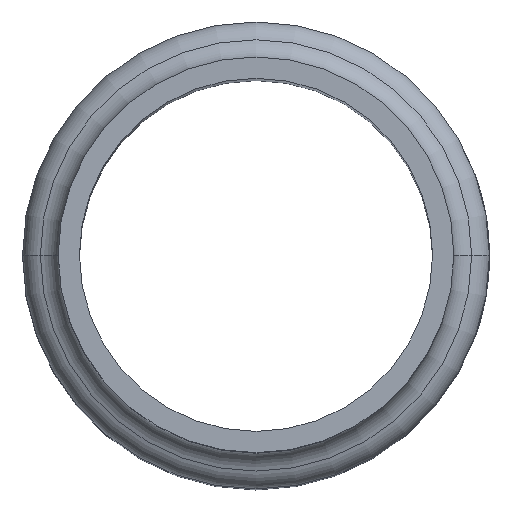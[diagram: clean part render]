
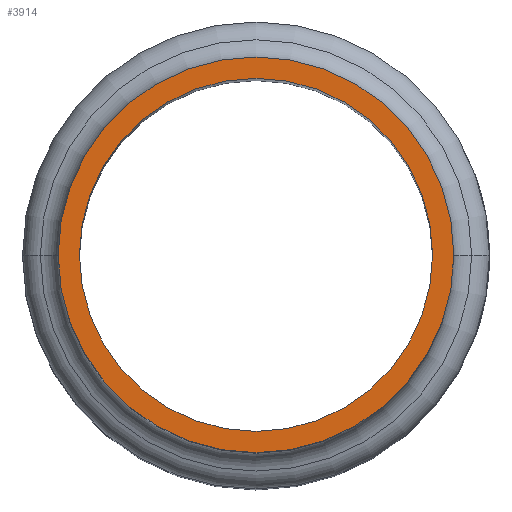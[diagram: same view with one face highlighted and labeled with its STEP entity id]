
A CAD part, top view. The second image highlights one B-rep face of the part: STEP entity #3914.
In plain terms, the highlighted planar face has unit normal (0, 0, 1).
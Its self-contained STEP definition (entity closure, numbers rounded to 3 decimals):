
#943 = DIRECTION ( 'NONE',  ( -1., 0., 0. ) ) ;
#1269 = DIRECTION ( 'NONE',  ( 1., 0., 0. ) ) ;
#1595 = CIRCLE ( 'NONE', #19991, 24.15 ) ;
#1991 = EDGE_CURVE ( 'NONE', #22262, #12679, #2346, .T. ) ;
#2206 = ORIENTED_EDGE ( 'NONE', *, *, #14182, .T. ) ;
#2346 = CIRCLE ( 'NONE', #18475, 21.55 ) ;
#2490 = CIRCLE ( 'NONE', #18606, 21.55 ) ;
#3452 = EDGE_CURVE ( 'NONE', #12679, #22262, #2490, .T. ) ;
#3515 = DIRECTION ( 'NONE',  ( 0., 0., 1. ) ) ;
#3759 = CARTESIAN_POINT ( 'NONE',  ( -21.55, 0., 0. ) ) ;
#3914 = ADVANCED_FACE ( 'NONE', ( #5127, #9460 ), #24715, .F. ) ;
#5127 = FACE_BOUND ( 'NONE', #5199, .T. ) ;
#5199 = EDGE_LOOP ( 'NONE', ( #14875, #19629 ) ) ;
#5272 = CARTESIAN_POINT ( 'NONE',  ( 0., 22.55, 0. ) ) ;
#5878 = DIRECTION ( 'NONE',  ( 0., 0., 1. ) ) ;
#7161 = CARTESIAN_POINT ( 'NONE',  ( -24.15, 0., 0. ) ) ;
#7241 = DIRECTION ( 'NONE',  ( 1., 0., 0. ) ) ;
#9460 = FACE_OUTER_BOUND ( 'NONE', #12288, .T. ) ;
#9752 = CARTESIAN_POINT ( 'NONE',  ( 21.55, 0., 0. ) ) ;
#10085 = DIRECTION ( 'NONE',  ( 0., 0., 1. ) ) ;
#10993 = VERTEX_POINT ( 'NONE', #27958 ) ;
#12066 = EDGE_CURVE ( 'NONE', #10993, #12538, #25491, .T. ) ;
#12288 = EDGE_LOOP ( 'NONE', ( #21775, #2206 ) ) ;
#12538 = VERTEX_POINT ( 'NONE', #7161 ) ;
#12679 = VERTEX_POINT ( 'NONE', #9752 ) ;
#13853 = CARTESIAN_POINT ( 'NONE',  ( 0., 0., 0. ) ) ;
#14182 = EDGE_CURVE ( 'NONE', #12538, #10993, #1595, .T. ) ;
#14875 = ORIENTED_EDGE ( 'NONE', *, *, #3452, .F. ) ;
#18475 = AXIS2_PLACEMENT_3D ( 'NONE', #23232, #3515, #20359 ) ;
#18606 = AXIS2_PLACEMENT_3D ( 'NONE', #18847, #10085, #27643 ) ;
#18847 = CARTESIAN_POINT ( 'NONE',  ( 0., 0., 0. ) ) ;
#19629 = ORIENTED_EDGE ( 'NONE', *, *, #1991, .F. ) ;
#19991 = AXIS2_PLACEMENT_3D ( 'NONE', #13853, #22917, #7241 ) ;
#20359 = DIRECTION ( 'NONE',  ( 1., 0., 0. ) ) ;
#20448 = AXIS2_PLACEMENT_3D ( 'NONE', #5272, #20661, #943 ) ;
#20661 = DIRECTION ( 'NONE',  ( 0., 0., -1. ) ) ;
#21775 = ORIENTED_EDGE ( 'NONE', *, *, #12066, .T. ) ;
#22262 = VERTEX_POINT ( 'NONE', #3759 ) ;
#22917 = DIRECTION ( 'NONE',  ( 0., 0., 1. ) ) ;
#23232 = CARTESIAN_POINT ( 'NONE',  ( 0., 0., 0. ) ) ;
#24715 = PLANE ( 'NONE',  #20448 ) ;
#25491 = CIRCLE ( 'NONE', #27357, 24.15 ) ;
#25597 = CARTESIAN_POINT ( 'NONE',  ( 0., 0., 0. ) ) ;
#27357 = AXIS2_PLACEMENT_3D ( 'NONE', #25597, #5878, #1269 ) ;
#27643 = DIRECTION ( 'NONE',  ( 1., 0., 0. ) ) ;
#27958 = CARTESIAN_POINT ( 'NONE',  ( 24.15, 0., 0. ) ) ;
